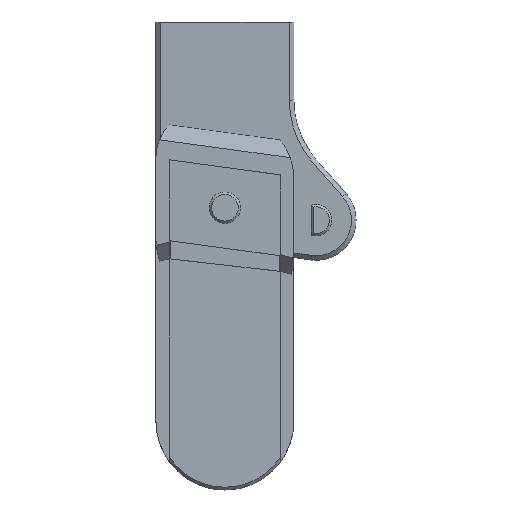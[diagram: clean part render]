
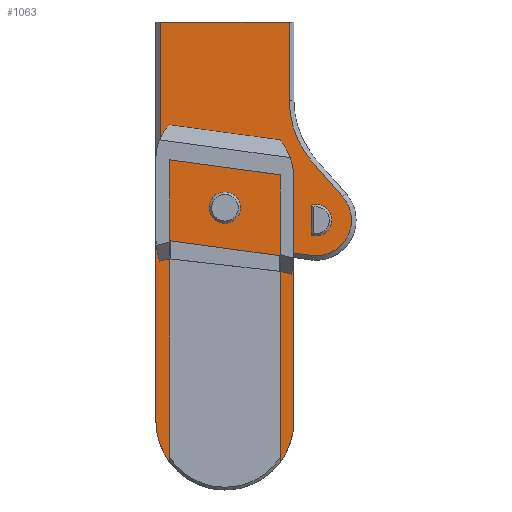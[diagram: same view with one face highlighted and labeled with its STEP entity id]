
A CAD part, top view. The second image highlights one B-rep face of the part: STEP entity #1063.
In plain terms, the highlighted planar face has unit normal (0, 0, 1).
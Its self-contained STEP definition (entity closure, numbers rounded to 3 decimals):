
#15=FACE_BOUND('',#155,.T.);
#16=FACE_BOUND('',#156,.T.);
#50=CIRCLE('',#1141,7.5);
#51=CIRCLE('',#1142,7.5);
#52=CIRCLE('',#1145,6.607);
#55=CIRCLE('',#1151,8.672);
#58=CIRCLE('',#1156,6.607);
#59=CIRCLE('',#1157,3.855);
#60=CIRCLE('',#1158,10.236);
#61=CIRCLE('',#1159,5.024);
#62=CIRCLE('',#1160,6.607);
#63=CIRCLE('',#1161,1.7);
#64=CIRCLE('',#1162,1.7);
#95=FACE_OUTER_BOUND('',#154,.T.);
#154=EDGE_LOOP('',(#768,#769,#770,#771,#772,#773,#774,#775,#776,#777,#778,
#779,#780,#781,#782,#783,#784,#785,#786,#787,#788,#789,#790,#791,#792));
#155=EDGE_LOOP('',(#793));
#156=EDGE_LOOP('',(#794,#795));
#225=LINE('',#1614,#341);
#231=LINE('',#1634,#347);
#238=LINE('',#1660,#354);
#239=LINE('',#1664,#355);
#240=LINE('',#1668,#356);
#241=LINE('',#1670,#357);
#242=LINE('',#1672,#358);
#243=LINE('',#1676,#359);
#244=LINE('',#1679,#360);
#245=LINE('',#1681,#361);
#246=LINE('',#1682,#362);
#247=LINE('',#1684,#363);
#248=LINE('',#1686,#364);
#249=LINE('',#1687,#365);
#250=LINE('',#1688,#366);
#251=LINE('',#1689,#367);
#252=LINE('',#1694,#368);
#341=VECTOR('',#1291,10.);
#347=VECTOR('',#1309,10.);
#354=VECTOR('',#1330,10.);
#355=VECTOR('',#1333,10.);
#356=VECTOR('',#1336,10.);
#357=VECTOR('',#1337,10.);
#358=VECTOR('',#1338,10.);
#359=VECTOR('',#1341,10.);
#360=VECTOR('',#1344,10.);
#361=VECTOR('',#1345,10.);
#362=VECTOR('',#1346,10.);
#363=VECTOR('',#1347,10.);
#364=VECTOR('',#1348,10.);
#365=VECTOR('',#1349,10.);
#366=VECTOR('',#1350,10.);
#367=VECTOR('',#1351,10.);
#368=VECTOR('',#1354,10.);
#456=VERTEX_POINT('',#1601);
#457=VERTEX_POINT('',#1603);
#458=VERTEX_POINT('',#1606);
#459=VERTEX_POINT('',#1608);
#460=VERTEX_POINT('',#1612);
#461=VERTEX_POINT('',#1613);
#464=VERTEX_POINT('',#1621);
#469=VERTEX_POINT('',#1633);
#472=VERTEX_POINT('',#1641);
#473=VERTEX_POINT('',#1642);
#479=VERTEX_POINT('',#1656);
#480=VERTEX_POINT('',#1657);
#481=VERTEX_POINT('',#1659);
#482=VERTEX_POINT('',#1661);
#483=VERTEX_POINT('',#1663);
#484=VERTEX_POINT('',#1665);
#485=VERTEX_POINT('',#1667);
#486=VERTEX_POINT('',#1669);
#487=VERTEX_POINT('',#1671);
#488=VERTEX_POINT('',#1673);
#489=VERTEX_POINT('',#1675);
#490=VERTEX_POINT('',#1677);
#491=VERTEX_POINT('',#1680);
#492=VERTEX_POINT('',#1683);
#493=VERTEX_POINT('',#1685);
#494=VERTEX_POINT('',#1690);
#495=VERTEX_POINT('',#1692);
#496=VERTEX_POINT('',#1693);
#564=EDGE_CURVE('',#456,#457,#50,.T.);
#567=EDGE_CURVE('',#458,#459,#51,.T.);
#569=EDGE_CURVE('',#460,#461,#225,.T.);
#573=EDGE_CURVE('',#461,#464,#52,.T.);
#579=EDGE_CURVE('',#469,#457,#231,.T.);
#583=EDGE_CURVE('',#472,#473,#55,.T.);
#590=EDGE_CURVE('',#479,#480,#58,.T.);
#591=EDGE_CURVE('',#481,#479,#238,.T.);
#592=EDGE_CURVE('',#482,#481,#59,.T.);
#593=EDGE_CURVE('',#483,#482,#239,.T.);
#594=EDGE_CURVE('',#484,#483,#60,.T.);
#595=EDGE_CURVE('',#485,#484,#240,.T.);
#596=EDGE_CURVE('',#485,#486,#241,.T.);
#597=EDGE_CURVE('',#487,#486,#242,.T.);
#598=EDGE_CURVE('',#487,#488,#61,.T.);
#599=EDGE_CURVE('',#488,#489,#243,.T.);
#600=EDGE_CURVE('',#489,#490,#62,.T.);
#601=EDGE_CURVE('',#490,#469,#244,.T.);
#602=EDGE_CURVE('',#491,#456,#245,.T.);
#603=EDGE_CURVE('',#473,#491,#246,.T.);
#604=EDGE_CURVE('',#472,#492,#247,.T.);
#605=EDGE_CURVE('',#492,#493,#248,.T.);
#606=EDGE_CURVE('',#493,#464,#249,.T.);
#607=EDGE_CURVE('',#459,#460,#250,.T.);
#608=EDGE_CURVE('',#480,#458,#251,.T.);
#609=EDGE_CURVE('',#494,#494,#63,.T.);
#610=EDGE_CURVE('',#495,#496,#252,.T.);
#611=EDGE_CURVE('',#496,#495,#64,.T.);
#768=ORIENTED_EDGE('',*,*,#590,.F.);
#769=ORIENTED_EDGE('',*,*,#591,.F.);
#770=ORIENTED_EDGE('',*,*,#592,.F.);
#771=ORIENTED_EDGE('',*,*,#593,.F.);
#772=ORIENTED_EDGE('',*,*,#594,.F.);
#773=ORIENTED_EDGE('',*,*,#595,.F.);
#774=ORIENTED_EDGE('',*,*,#596,.T.);
#775=ORIENTED_EDGE('',*,*,#597,.F.);
#776=ORIENTED_EDGE('',*,*,#598,.T.);
#777=ORIENTED_EDGE('',*,*,#599,.T.);
#778=ORIENTED_EDGE('',*,*,#600,.T.);
#779=ORIENTED_EDGE('',*,*,#601,.T.);
#780=ORIENTED_EDGE('',*,*,#579,.T.);
#781=ORIENTED_EDGE('',*,*,#564,.F.);
#782=ORIENTED_EDGE('',*,*,#602,.F.);
#783=ORIENTED_EDGE('',*,*,#603,.F.);
#784=ORIENTED_EDGE('',*,*,#583,.F.);
#785=ORIENTED_EDGE('',*,*,#604,.T.);
#786=ORIENTED_EDGE('',*,*,#605,.T.);
#787=ORIENTED_EDGE('',*,*,#606,.T.);
#788=ORIENTED_EDGE('',*,*,#573,.F.);
#789=ORIENTED_EDGE('',*,*,#569,.F.);
#790=ORIENTED_EDGE('',*,*,#607,.F.);
#791=ORIENTED_EDGE('',*,*,#567,.F.);
#792=ORIENTED_EDGE('',*,*,#608,.F.);
#793=ORIENTED_EDGE('',*,*,#609,.T.);
#794=ORIENTED_EDGE('',*,*,#610,.T.);
#795=ORIENTED_EDGE('',*,*,#611,.T.);
#1015=PLANE('',#1155);
#1063=ADVANCED_FACE('',(#95,#15,#16),#1015,.T.);
#1141=AXIS2_PLACEMENT_3D('',#1604,#1282,#1283);
#1142=AXIS2_PLACEMENT_3D('',#1609,#1286,#1287);
#1145=AXIS2_PLACEMENT_3D('',#1622,#1297,#1298);
#1151=AXIS2_PLACEMENT_3D('',#1643,#1315,#1316);
#1155=AXIS2_PLACEMENT_3D('',#1655,#1326,#1327);
#1156=AXIS2_PLACEMENT_3D('',#1658,#1328,#1329);
#1157=AXIS2_PLACEMENT_3D('',#1662,#1331,#1332);
#1158=AXIS2_PLACEMENT_3D('',#1666,#1334,#1335);
#1159=AXIS2_PLACEMENT_3D('',#1674,#1339,#1340);
#1160=AXIS2_PLACEMENT_3D('',#1678,#1342,#1343);
#1161=AXIS2_PLACEMENT_3D('',#1691,#1352,#1353);
#1162=AXIS2_PLACEMENT_3D('',#1695,#1355,#1356);
#1282=DIRECTION('center_axis',(0.,0.,-1.));
#1283=DIRECTION('ref_axis',(-1.,0.,0.));
#1286=DIRECTION('center_axis',(0.,0.,-1.));
#1287=DIRECTION('ref_axis',(-1.,0.,0.));
#1291=DIRECTION('',(0.969,-0.246,0.));
#1297=DIRECTION('center_axis',(0.,0.,1.));
#1298=DIRECTION('ref_axis',(-0.135,-0.991,0.));
#1309=DIRECTION('',(0.,-1.,0.));
#1315=DIRECTION('center_axis',(0.,0.,1.));
#1316=DIRECTION('ref_axis',(-1.,0.,0.));
#1326=DIRECTION('center_axis',(0.,0.,1.));
#1327=DIRECTION('ref_axis',(1.,0.,0.));
#1328=DIRECTION('center_axis',(0.,0.,-1.));
#1329=DIRECTION('ref_axis',(-0.135,-0.991,0.));
#1330=DIRECTION('',(-0.991,0.135,0.));
#1331=DIRECTION('center_axis',(0.,0.,-1.));
#1332=DIRECTION('ref_axis',(-0.135,-0.991,0.));
#1333=DIRECTION('',(0.658,-0.753,0.));
#1334=DIRECTION('center_axis',(0.,0.,1.));
#1335=DIRECTION('ref_axis',(-1.,0.,0.));
#1336=DIRECTION('',(0.,-1.,0.));
#1337=DIRECTION('',(-1.,0.,0.));
#1338=DIRECTION('',(0.,1.,0.));
#1339=DIRECTION('center_axis',(0.,0.,-1.));
#1340=DIRECTION('ref_axis',(-0.701,0.713,0.));
#1341=DIRECTION('',(0.991,-0.135,0.));
#1342=DIRECTION('center_axis',(0.,0.,-1.));
#1343=DIRECTION('ref_axis',(1.,0.,0.));
#1344=DIRECTION('',(-0.991,0.135,0.));
#1345=DIRECTION('',(0.,-1.,0.));
#1346=DIRECTION('',(0.975,0.224,0.));
#1347=DIRECTION('',(0.991,-0.135,0.));
#1348=DIRECTION('',(0.991,-0.135,0.));
#1349=DIRECTION('',(0.991,-0.135,0.));
#1350=DIRECTION('',(0.,1.,0.));
#1351=DIRECTION('',(0.,-1.,0.));
#1352=DIRECTION('center_axis',(0.,0.,-1.));
#1353=DIRECTION('ref_axis',(1.,0.,0.));
#1354=DIRECTION('',(0.,1.,0.));
#1355=DIRECTION('center_axis',(0.,0.,-1.));
#1356=DIRECTION('ref_axis',(1.,0.,0.));
#1601=CARTESIAN_POINT('',(-17.,-30.364,4.));
#1603=CARTESIAN_POINT('',(-18.5,-25.864,4.));
#1604=CARTESIAN_POINT('Origin',(-11.,-25.864,4.));
#1606=CARTESIAN_POINT('',(-3.5,-25.864,4.));
#1608=CARTESIAN_POINT('',(-5.,-30.364,4.));
#1609=CARTESIAN_POINT('Origin',(-11.,-25.864,4.));
#1612=CARTESIAN_POINT('',(-5.,-9.602,4.));
#1613=CARTESIAN_POINT('',(-3.808,-9.904,4.));
#1614=CARTESIAN_POINT('',(-6.506,-9.219,4.));
#1621=CARTESIAN_POINT('',(-3.503,-8.111,4.));
#1622=CARTESIAN_POINT('Origin',(-10.107,-7.91,4.));
#1633=CARTESIAN_POINT('',(-18.5,2.725,4.));
#1634=CARTESIAN_POINT('',(-18.5,10.1,4.));
#1641=CARTESIAN_POINT('',(-18.498,-6.066,4.));
#1642=CARTESIAN_POINT('',(-18.093,-8.491,4.));
#1643=CARTESIAN_POINT('Origin',(-9.828,-5.864,4.));
#1655=CARTESIAN_POINT('Origin',(-7.618,2.699,4.));
#1656=CARTESIAN_POINT('',(-3.507,-7.606,4.));
#1657=CARTESIAN_POINT('',(-3.5,-7.91,4.));
#1658=CARTESIAN_POINT('Origin',(-10.107,-7.91,4.));
#1659=CARTESIAN_POINT('',(-1.613,-7.864,4.));
#1660=CARTESIAN_POINT('',(-6.179,-7.242,4.));
#1661=CARTESIAN_POINT('',(1.813,-1.51,4.));
#1662=CARTESIAN_POINT('Origin',(-1.092,-4.045,4.));
#1663=CARTESIAN_POINT('',(-1.475,2.257,4.));
#1664=CARTESIAN_POINT('',(-1.269,2.021,4.));
#1665=CARTESIAN_POINT('',(-4.,8.989,4.));
#1666=CARTESIAN_POINT('Origin',(6.236,8.989,4.));
#1667=CARTESIAN_POINT('',(-4.,17.5,4.));
#1668=CARTESIAN_POINT('',(-4.,5.844,4.));
#1669=CARTESIAN_POINT('',(-18.,17.5,4.));
#1670=CARTESIAN_POINT('',(-5.559,17.5,4.));
#1671=CARTESIAN_POINT('',(-18.,4.91,4.));
#1672=CARTESIAN_POINT('',(-18.,10.1,4.));
#1673=CARTESIAN_POINT('',(-17.,6.306,4.));
#1674=CARTESIAN_POINT('Origin',(-13.476,2.725,4.));
#1675=CARTESIAN_POINT('',(-5.,4.669,4.));
#1676=CARTESIAN_POINT('',(-6.153,4.826,4.));
#1677=CARTESIAN_POINT('',(-3.503,0.68,4.));
#1678=CARTESIAN_POINT('Origin',(-10.107,0.477,4.));
#1679=CARTESIAN_POINT('',(-13.157,1.996,4.));
#1680=CARTESIAN_POINT('',(-17.,-8.239,4.));
#1681=CARTESIAN_POINT('',(-17.,-24.239,4.));
#1682=CARTESIAN_POINT('',(-15.503,-7.895,4.));
#1683=CARTESIAN_POINT('',(-17.,-6.271,4.));
#1684=CARTESIAN_POINT('',(-12.995,-6.817,4.));
#1685=CARTESIAN_POINT('',(-5.,-7.907,4.));
#1686=CARTESIAN_POINT('',(-12.995,-6.817,4.));
#1687=CARTESIAN_POINT('',(-6.247,-7.737,4.));
#1688=CARTESIAN_POINT('',(-5.,-12.91,4.));
#1689=CARTESIAN_POINT('',(-3.5,-21.989,4.));
#1690=CARTESIAN_POINT('',(-12.7,-2.693,4.));
#1691=CARTESIAN_POINT('Origin',(-11.,-2.693,4.));
#1692=CARTESIAN_POINT('',(-1.592,-5.669,4.));
#1693=CARTESIAN_POINT('',(-1.592,-2.42,4.));
#1694=CARTESIAN_POINT('',(-1.592,0.14,4.));
#1695=CARTESIAN_POINT('Origin',(-1.092,-4.045,4.));
